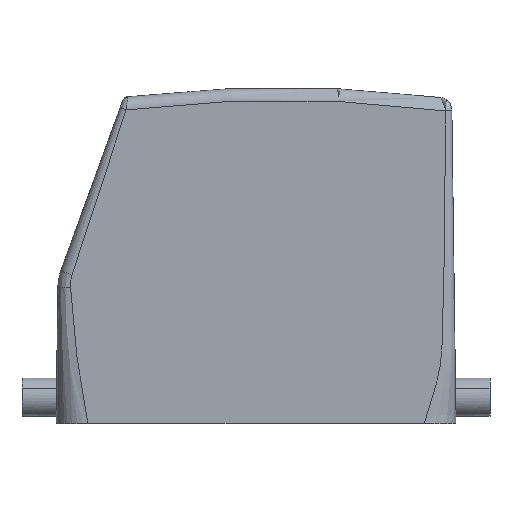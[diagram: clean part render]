
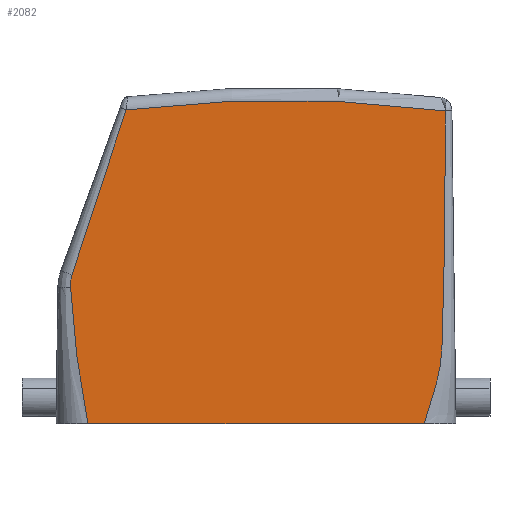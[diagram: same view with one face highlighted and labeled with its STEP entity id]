
A CAD part, left-side view. The second image highlights one B-rep face of the part: STEP entity #2082.
In plain terms, the highlighted planar face has unit normal (-1, 0, 0).
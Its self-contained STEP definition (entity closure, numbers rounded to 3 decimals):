
#2013=AXIS2_PLACEMENT_3D('Plane Axis2P3D',#2010,#2011,#2012) ;
#2017=AXIS2_PLACEMENT_3D('Circle Axis2P3D',#2015,#2016,$) ;
#955=CARTESIAN_POINT('Vertex',(0.,15.471,0.)) ;
#960=CARTESIAN_POINT('Line Origine',(0.,54.994,0.)) ;
#964=CARTESIAN_POINT('Vertex',(0.,94.516,0.)) ;
#1959=CARTESIAN_POINT('Vertex',(0.,10.46,73.489)) ;
#1963=CARTESIAN_POINT('Control Point',(0.,10.46,73.489)) ;
#1964=CARTESIAN_POINT('Control Point',(0.,10.458,73.057)) ;
#1965=CARTESIAN_POINT('Control Point',(0.,10.457,72.62)) ;
#1966=CARTESIAN_POINT('Control Point',(0.,10.456,72.19)) ;
#1967=CARTESIAN_POINT('Control Point',(0.,10.452,70.79)) ;
#1968=CARTESIAN_POINT('Control Point',(0.,10.449,69.397)) ;
#1969=CARTESIAN_POINT('Control Point',(0.,10.449,68.43)) ;
#1970=CARTESIAN_POINT('Control Point',(0.,10.449,66.502)) ;
#1971=CARTESIAN_POINT('Control Point',(0.,10.452,64.574)) ;
#1972=CARTESIAN_POINT('Control Point',(0.,10.455,63.609)) ;
#1973=CARTESIAN_POINT('Control Point',(0.,10.468,60.284)) ;
#1974=CARTESIAN_POINT('Control Point',(0.,10.491,56.958)) ;
#1975=CARTESIAN_POINT('Control Point',(0.,10.513,54.596)) ;
#1976=CARTESIAN_POINT('Control Point',(0.,10.567,49.872)) ;
#1977=CARTESIAN_POINT('Control Point',(0.,10.636,45.15)) ;
#1978=CARTESIAN_POINT('Control Point',(0.,10.674,42.79)) ;
#1979=CARTESIAN_POINT('Control Point',(0.,10.757,38.071)) ;
#1980=CARTESIAN_POINT('Control Point',(0.,10.852,33.356)) ;
#1981=CARTESIAN_POINT('Control Point',(0.,10.904,31.)) ;
#1982=CARTESIAN_POINT('Control Point',(0.,10.983,27.612)) ;
#1983=CARTESIAN_POINT('Control Point',(0.,11.077,24.224)) ;
#1984=CARTESIAN_POINT('Control Point',(0.,11.107,23.192)) ;
#1985=CARTESIAN_POINT('Control Point',(0.,11.155,21.643)) ;
#1986=CARTESIAN_POINT('Control Point',(0.,11.207,20.095)) ;
#1987=CARTESIAN_POINT('Control Point',(0.,11.225,19.579)) ;
#1988=CARTESIAN_POINT('Control Point',(0.,11.292,17.624)) ;
#1989=CARTESIAN_POINT('Control Point',(0.,11.387,15.67)) ;
#1990=CARTESIAN_POINT('Control Point',(0.,11.547,14.234)) ;
#1991=CARTESIAN_POINT('Control Point',(0.,12.016,11.522)) ;
#1992=CARTESIAN_POINT('Control Point',(0.,12.733,8.846)) ;
#1993=CARTESIAN_POINT('Control Point',(0.,13.116,7.583)) ;
#1994=CARTESIAN_POINT('Control Point',(0.,13.705,5.721)) ;
#1995=CARTESIAN_POINT('Control Point',(0.,14.298,3.859)) ;
#1996=CARTESIAN_POINT('Control Point',(0.,14.489,3.253)) ;
#1997=CARTESIAN_POINT('Control Point',(0.,14.806,2.237)) ;
#1998=CARTESIAN_POINT('Control Point',(0.,15.113,1.219)) ;
#1999=CARTESIAN_POINT('Control Point',(0.,15.233,0.813)) ;
#2000=CARTESIAN_POINT('Control Point',(0.,15.352,0.408)) ;
#2001=CARTESIAN_POINT('Control Point',(0.,15.471,0.)) ;
#2010=CARTESIAN_POINT('Axis2P3D Location',(0.,-9.985,-37.458)) ;
#2015=CARTESIAN_POINT('Axis2P3D Location',(0.,49.,-221.)) ;
#2019=CARTESIAN_POINT('Vertex',(0.,85.52,73.746)) ;
#2023=CARTESIAN_POINT('Control Point',(0.,85.52,73.746)) ;
#2024=CARTESIAN_POINT('Control Point',(0.,85.585,73.558)) ;
#2025=CARTESIAN_POINT('Control Point',(0.,85.649,73.369)) ;
#2026=CARTESIAN_POINT('Control Point',(0.,85.714,73.18)) ;
#2027=CARTESIAN_POINT('Control Point',(0.,87.288,68.58)) ;
#2028=CARTESIAN_POINT('Control Point',(0.,88.853,63.971)) ;
#2029=CARTESIAN_POINT('Control Point',(0.,90.329,59.537)) ;
#2030=CARTESIAN_POINT('Control Point',(0.,92.298,53.548)) ;
#2031=CARTESIAN_POINT('Control Point',(0.,94.238,47.556)) ;
#2032=CARTESIAN_POINT('Control Point',(0.,94.739,46.003)) ;
#2033=CARTESIAN_POINT('Control Point',(0.,95.624,43.249)) ;
#2034=CARTESIAN_POINT('Control Point',(0.,96.502,40.495)) ;
#2035=CARTESIAN_POINT('Control Point',(0.,96.869,39.338)) ;
#2036=CARTESIAN_POINT('Control Point',(0.,97.371,37.748)) ;
#2037=CARTESIAN_POINT('Control Point',(0.,97.868,36.158)) ;
#2038=CARTESIAN_POINT('Control Point',(0.,97.99,35.769)) ;
#2039=CARTESIAN_POINT('Control Point',(0.,98.111,35.38)) ;
#2040=CARTESIAN_POINT('Control Point',(0.,98.231,34.991)) ;
#2041=CARTESIAN_POINT('Vertex',(0.,98.231,34.991)) ;
#2045=CARTESIAN_POINT('Control Point',(0.,98.231,34.991)) ;
#2046=CARTESIAN_POINT('Control Point',(0.,98.405,34.402)) ;
#2047=CARTESIAN_POINT('Control Point',(0.,98.529,33.797)) ;
#2048=CARTESIAN_POINT('Control Point',(0.,98.601,33.184)) ;
#2049=CARTESIAN_POINT('Control Point',(0.,98.618,32.568)) ;
#2050=CARTESIAN_POINT('Control Point',(0.,98.581,31.961)) ;
#2051=CARTESIAN_POINT('Vertex',(0.,98.581,31.961)) ;
#2055=CARTESIAN_POINT('Control Point',(0.,98.581,31.961)) ;
#2056=CARTESIAN_POINT('Control Point',(0.,98.438,28.549)) ;
#2057=CARTESIAN_POINT('Control Point',(0.,98.265,25.135)) ;
#2058=CARTESIAN_POINT('Control Point',(0.,97.933,21.715)) ;
#2059=CARTESIAN_POINT('Control Point',(0.,97.251,16.559)) ;
#2060=CARTESIAN_POINT('Control Point',(0.,96.417,11.42)) ;
#2061=CARTESIAN_POINT('Control Point',(0.,96.121,9.664)) ;
#2062=CARTESIAN_POINT('Control Point',(0.,95.72,7.298)) ;
#2063=CARTESIAN_POINT('Control Point',(0.,95.323,4.931)) ;
#2064=CARTESIAN_POINT('Control Point',(0.,95.22,4.315)) ;
#2065=CARTESIAN_POINT('Control Point',(0.,95.067,3.391)) ;
#2066=CARTESIAN_POINT('Control Point',(0.,94.915,2.466)) ;
#2067=CARTESIAN_POINT('Control Point',(0.,94.865,2.158)) ;
#2068=CARTESIAN_POINT('Control Point',(0.,94.764,1.541)) ;
#2069=CARTESIAN_POINT('Control Point',(0.,94.665,0.925)) ;
#2070=CARTESIAN_POINT('Control Point',(0.,94.615,0.617)) ;
#2071=CARTESIAN_POINT('Control Point',(0.,94.566,0.308)) ;
#2072=CARTESIAN_POINT('Control Point',(0.,94.516,0.)) ;
#961=DIRECTION('Vector Direction',(0.,-1.,0.)) ;
#2011=DIRECTION('Axis2P3D Direction',(-1.,0.,0.)) ;
#2012=DIRECTION('Axis2P3D XDirection',(0.,-0.317,0.949)) ;
#2016=DIRECTION('Axis2P3D Direction',(-1.,0.,0.)) ;
#962=VECTOR('Line Direction',#961,1.) ;
#2075=ORIENTED_EDGE('',*,*,#2021,.T.) ;
#2076=ORIENTED_EDGE('',*,*,#2043,.F.) ;
#2077=ORIENTED_EDGE('',*,*,#2053,.F.) ;
#2078=ORIENTED_EDGE('',*,*,#2073,.F.) ;
#2079=ORIENTED_EDGE('',*,*,#966,.T.) ;
#2080=ORIENTED_EDGE('',*,*,#2002,.T.) ;
#2082=ADVANCED_FACE('Hood',(#2081),#2014,.T.) ;
#1962=B_SPLINE_CURVE_WITH_KNOTS('',5,(#1963,#1964,#1965,#1966,#1967,#1968,#1969,#1970,#1971,#1972,#1973,#1974,#1975,#1976,#1977,#1978,#1979,#1980,#1981,#1982,#1983,#1984,#1985,#1986,#1987,#1988,#1989,#1990,#1991,#1992,#1993,#1994,#1995,#1996,#1997,#1998,#1999,#2000,#2001),.UNSPECIFIED.,.F.,.U.,(6,3,3,3,3,3,3,3,3,3,3,3,6),(8.236,10.397,15.205,20.013,31.789,43.566,55.342,60.507,63.09,70.288,76.773,79.902,82.016),.UNSPECIFIED.) ;
#2022=B_SPLINE_CURVE_WITH_KNOTS('',5,(#2023,#2024,#2025,#2026,#2027,#2028,#2029,#2030,#2031,#2032,#2033,#2034,#2035,#2036,#2037,#2038,#2039,#2040),.UNSPECIFIED.,.F.,.U.,(6,3,3,3,3,6),(0.,1.414,34.405,45.942,54.86,57.747),.UNSPECIFIED.) ;
#2044=B_SPLINE_CURVE_WITH_KNOTS('',5,(#2045,#2046,#2047,#2048,#2049,#2050),.UNSPECIFIED.,.F.,.U.,(6,6),(0.,4.342),.UNSPECIFIED.) ;
#2054=B_SPLINE_CURVE_WITH_KNOTS('',5,(#2055,#2056,#2057,#2058,#2059,#2060,#2061,#2062,#2063,#2064,#2065,#2066,#2067,#2068,#2069,#2070,#2071,#2072),.UNSPECIFIED.,.F.,.U.,(6,3,3,3,3,6),(0.,24.247,36.778,41.186,43.39,45.594),.UNSPECIFIED.) ;
#2018=CIRCLE('generated circle',#2017,297.) ;
#966=EDGE_CURVE('',#965,#956,#963,.T.) ;
#2002=EDGE_CURVE('',#956,#1960,#1962,.F.) ;
#2021=EDGE_CURVE('',#1960,#2020,#2018,.T.) ;
#2043=EDGE_CURVE('',#2042,#2020,#2022,.F.) ;
#2053=EDGE_CURVE('',#2052,#2042,#2044,.F.) ;
#2073=EDGE_CURVE('',#965,#2052,#2054,.F.) ;
#2074=EDGE_LOOP('',(#2075,#2076,#2077,#2078,#2079,#2080)) ;
#2081=FACE_OUTER_BOUND('',#2074,.T.) ;
#963=LINE('Line',#960,#962) ;
#2014=PLANE('',#2013) ;
#956=VERTEX_POINT('',#955) ;
#965=VERTEX_POINT('',#964) ;
#1960=VERTEX_POINT('',#1959) ;
#2020=VERTEX_POINT('',#2019) ;
#2042=VERTEX_POINT('',#2041) ;
#2052=VERTEX_POINT('',#2051) ;
